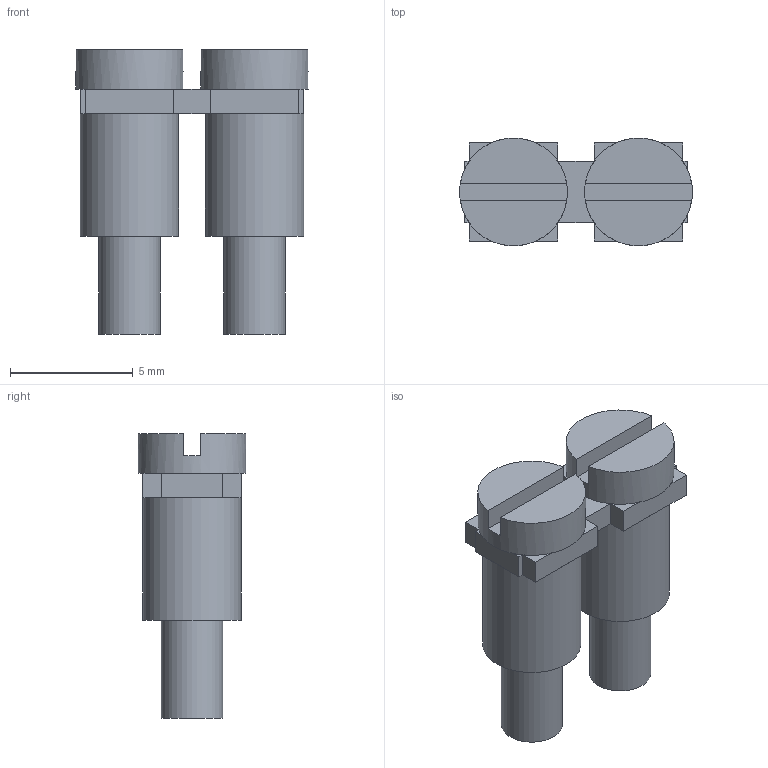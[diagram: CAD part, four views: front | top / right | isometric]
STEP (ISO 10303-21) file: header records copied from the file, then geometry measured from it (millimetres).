
FILE_DESCRIPTION(/* description */ (''),/* implementation_level */ '2;1');
FILE_NAME(/* name */ '2422.0_Q_2_stp.stp',/* time_stamp */ '2021-03-01T16:14:03+01:00',/* author */ (''),/* organization */ (''),/* preprocessor_version */ 'ST-DEVELOPER v16.7',/* originating_system */ 'SIEMENS PLM Software NX 12.0',/* authorisation */ '');
FILE_SCHEMA (('AUTOMOTIVE_DESIGN { 1 0 10303 214 3 1 1 1 }'));
Length unit declared in the file: millimetre
Products named in the file (1): 2422.0_Q_2_stp
Bounding box: 9.5 x 4.4 x 11.6 mm (x, y, z)
Volume: 205.6 mm3; surface area: 601.5 mm2
Topology: 5 solids, 5 shells, 60 faces, 138 edges, 92 vertices
Faces by surface type: plane 46, cylinder 14
Full cylindrical faces by diameter (mm): 2.16 x2, 2.5 x2, 3 x2, 4 x2, 4.4 x2
Entity records: 1759 total; most frequent: DIRECTION 296, CARTESIAN_POINT 291, ORIENTED_EDGE 276, EDGE_CURVE 138, LINE 102, VECTOR 102, AXIS2_PLACEMENT_3D 97, VERTEX_POINT 92
